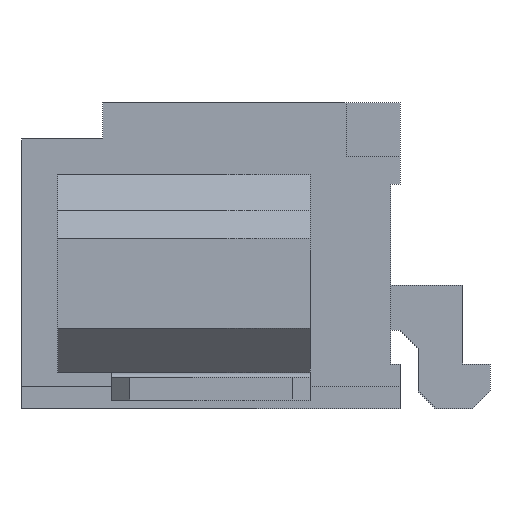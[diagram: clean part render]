
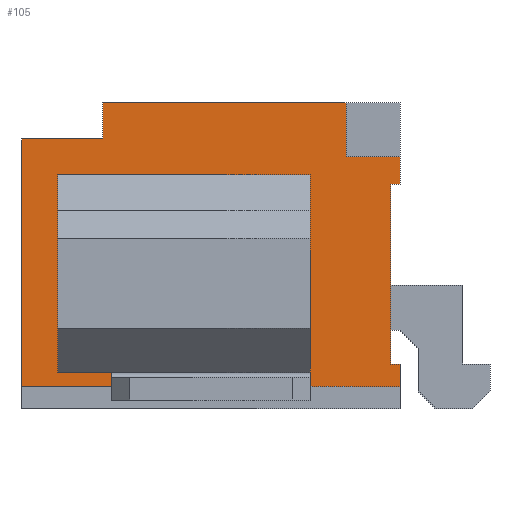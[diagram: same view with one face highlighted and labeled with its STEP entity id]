
A CAD part, left-side view. The second image highlights one B-rep face of the part: STEP entity #105.
In plain terms, the highlighted planar face has unit normal (-1, 0, 0).
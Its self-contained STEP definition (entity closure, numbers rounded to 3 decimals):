
#105=ADVANCED_FACE('',(#410,#411),#412,.T.);
#410=FACE_OUTER_BOUND('',#985,.T.);
#411=FACE_BOUND('',#986,.T.);
#412=PLANE('',#987);
#985=EDGE_LOOP('',(#1622,#1623,#1624,#1625,#1626,#1627,#1628,#1629,#1630,#1631,#1632,#1633));
#986=EDGE_LOOP('',(#1634,#1635,#1636,#1637));
#987=AXIS2_PLACEMENT_3D('',#1638,#1639,#1640);
#1622=ORIENTED_EDGE('',*,*,#3868,.F.);
#1623=ORIENTED_EDGE('',*,*,#3869,.F.);
#1624=ORIENTED_EDGE('',*,*,#3870,.T.);
#1625=ORIENTED_EDGE('',*,*,#3871,.F.);
#1626=ORIENTED_EDGE('',*,*,#3872,.F.);
#1627=ORIENTED_EDGE('',*,*,#3873,.T.);
#1628=ORIENTED_EDGE('',*,*,#3828,.T.);
#1629=ORIENTED_EDGE('',*,*,#3867,.T.);
#1630=ORIENTED_EDGE('',*,*,#3874,.T.);
#1631=ORIENTED_EDGE('',*,*,#3875,.F.);
#1632=ORIENTED_EDGE('',*,*,#3837,.T.);
#1633=ORIENTED_EDGE('',*,*,#3876,.T.);
#1634=ORIENTED_EDGE('',*,*,#3877,.F.);
#1635=ORIENTED_EDGE('',*,*,#3878,.T.);
#1636=ORIENTED_EDGE('',*,*,#3879,.T.);
#1637=ORIENTED_EDGE('',*,*,#3880,.F.);
#1638=CARTESIAN_POINT('',(-4.0,2.1,-1.7));
#1639=DIRECTION('',(-1.0,0.0,0.0));
#1640=DIRECTION('',(0.0,0.0,1.0));
#3828=EDGE_CURVE('',#4578,#4579,#4580,.T.);
#3837=EDGE_CURVE('',#4594,#4595,#4596,.T.);
#3867=EDGE_CURVE('',#4579,#4652,#4654,.T.);
#3868=EDGE_CURVE('',#4655,#4656,#4657,.T.);
#3869=EDGE_CURVE('',#4658,#4655,#4659,.T.);
#3870=EDGE_CURVE('',#4658,#4660,#4661,.T.);
#3871=EDGE_CURVE('',#4662,#4660,#4663,.T.);
#3872=EDGE_CURVE('',#4664,#4662,#4665,.T.);
#3873=EDGE_CURVE('',#4664,#4578,#4666,.T.);
#3874=EDGE_CURVE('',#4652,#4667,#4668,.T.);
#3875=EDGE_CURVE('',#4594,#4667,#4669,.T.);
#3876=EDGE_CURVE('',#4595,#4656,#4670,.T.);
#3877=EDGE_CURVE('',#4671,#4672,#4673,.T.);
#3878=EDGE_CURVE('',#4671,#4674,#4675,.T.);
#3879=EDGE_CURVE('',#4674,#4676,#4677,.T.);
#3880=EDGE_CURVE('',#4672,#4676,#4678,.T.);
#4578=VERTEX_POINT('',#5752);
#4579=VERTEX_POINT('',#5753);
#4580=LINE('',#5754,#5755);
#4594=VERTEX_POINT('',#5777);
#4595=VERTEX_POINT('',#5778);
#4596=LINE('',#5779,#5780);
#4652=VERTEX_POINT('',#5864);
#4654=LINE('',#5867,#5868);
#4655=VERTEX_POINT('',#5869);
#4656=VERTEX_POINT('',#5870);
#4657=LINE('',#5871,#5872);
#4658=VERTEX_POINT('',#5873);
#4659=LINE('',#5874,#5875);
#4660=VERTEX_POINT('',#5876);
#4661=LINE('',#5877,#5878);
#4662=VERTEX_POINT('',#5879);
#4663=LINE('',#5880,#5881);
#4664=VERTEX_POINT('',#5882);
#4665=LINE('',#5883,#5884);
#4666=LINE('',#5885,#5886);
#4667=VERTEX_POINT('',#5887);
#4668=LINE('',#5888,#5889);
#4669=LINE('',#5890,#5891);
#4670=LINE('',#5892,#5893);
#4671=VERTEX_POINT('',#5894);
#4672=VERTEX_POINT('',#5895);
#4673=LINE('',#5896,#5897);
#4674=VERTEX_POINT('',#5898);
#4675=LINE('',#5899,#5900);
#4676=VERTEX_POINT('',#5901);
#4677=LINE('',#5902,#5903);
#4678=LINE('',#5904,#5905);
#5752=CARTESIAN_POINT('',(-4.0,-2.1,-1.45));
#5753=CARTESIAN_POINT('',(-4.0,-2.1,-1.2));
#5754=CARTESIAN_POINT('',(-4.0,-2.1,-1.45));
#5755=VECTOR('',#7593,0.25);
#5777=CARTESIAN_POINT('',(-4.0,-2.1,0.8));
#5778=CARTESIAN_POINT('',(-4.0,-2.1,1.1));
#5779=CARTESIAN_POINT('',(-4.0,-2.1,0.8));
#5780=VECTOR('',#7602,0.3);
#5864=CARTESIAN_POINT('',(-4.0,-2.0,-1.2));
#5867=CARTESIAN_POINT('',(-4.0,-2.1,-1.2));
#5868=VECTOR('',#7632,0.1);
#5869=CARTESIAN_POINT('',(-4.0,-1.5,1.7));
#5870=CARTESIAN_POINT('',(-4.0,-1.5,1.1));
#5871=CARTESIAN_POINT('',(-4.0,-1.5,1.7));
#5872=VECTOR('',#7633,0.6);
#5873=CARTESIAN_POINT('',(-4.0,1.2,1.7));
#5874=CARTESIAN_POINT('',(-4.0,1.2,1.7));
#5875=VECTOR('',#7634,2.7);
#5876=CARTESIAN_POINT('',(-4.0,1.2,1.3));
#5877=CARTESIAN_POINT('',(-4.0,1.2,1.7));
#5878=VECTOR('',#7635,0.4);
#5879=CARTESIAN_POINT('',(-4.0,2.1,1.3));
#5880=CARTESIAN_POINT('',(-4.0,2.1,1.3));
#5881=VECTOR('',#7636,0.9);
#5882=CARTESIAN_POINT('',(-4.0,2.1,-1.45));
#5883=CARTESIAN_POINT('',(-4.0,2.1,-1.45));
#5884=VECTOR('',#7637,2.75);
#5885=CARTESIAN_POINT('',(-4.0,2.1,-1.45));
#5886=VECTOR('',#7638,4.2);
#5887=CARTESIAN_POINT('',(-4.0,-2.0,0.8));
#5888=CARTESIAN_POINT('',(-4.0,-2.0,-1.2));
#5889=VECTOR('',#7639,2.0);
#5890=CARTESIAN_POINT('',(-4.0,-2.1,0.8));
#5891=VECTOR('',#7640,0.1);
#5892=CARTESIAN_POINT('',(-4.0,-2.1,1.1));
#5893=VECTOR('',#7641,0.6);
#5894=CARTESIAN_POINT('',(-4.0,1.7,-1.3));
#5895=CARTESIAN_POINT('',(-4.0,-1.1,-1.3));
#5896=CARTESIAN_POINT('',(-4.0,1.7,-1.3));
#5897=VECTOR('',#7642,2.8);
#5898=CARTESIAN_POINT('',(-4.0,1.7,0.9));
#5899=CARTESIAN_POINT('',(-4.0,1.7,-1.3));
#5900=VECTOR('',#7643,2.2);
#5901=CARTESIAN_POINT('',(-4.0,-1.1,0.9));
#5902=CARTESIAN_POINT('',(-4.0,1.7,0.9));
#5903=VECTOR('',#7644,2.8);
#5904=CARTESIAN_POINT('',(-4.0,-1.1,-1.3));
#5905=VECTOR('',#7645,2.2);
#7593=DIRECTION('',(0.0,0.0,1.0));
#7602=DIRECTION('',(0.0,0.0,1.0));
#7632=DIRECTION('',(0.0,1.0,0.0));
#7633=DIRECTION('',(0.0,0.0,-1.0));
#7634=DIRECTION('',(0.0,-1.0,0.0));
#7635=DIRECTION('',(0.0,0.0,-1.0));
#7636=DIRECTION('',(0.0,-1.0,0.0));
#7637=DIRECTION('',(0.0,0.0,1.0));
#7638=DIRECTION('',(0.0,-1.0,0.0));
#7639=DIRECTION('',(0.0,0.0,1.0));
#7640=DIRECTION('',(0.0,1.0,0.0));
#7641=DIRECTION('',(0.0,1.0,0.0));
#7642=DIRECTION('',(0.0,-1.0,0.0));
#7643=DIRECTION('',(0.0,0.0,1.0));
#7644=DIRECTION('',(0.0,-1.0,0.0));
#7645=DIRECTION('',(0.0,0.0,1.0));
